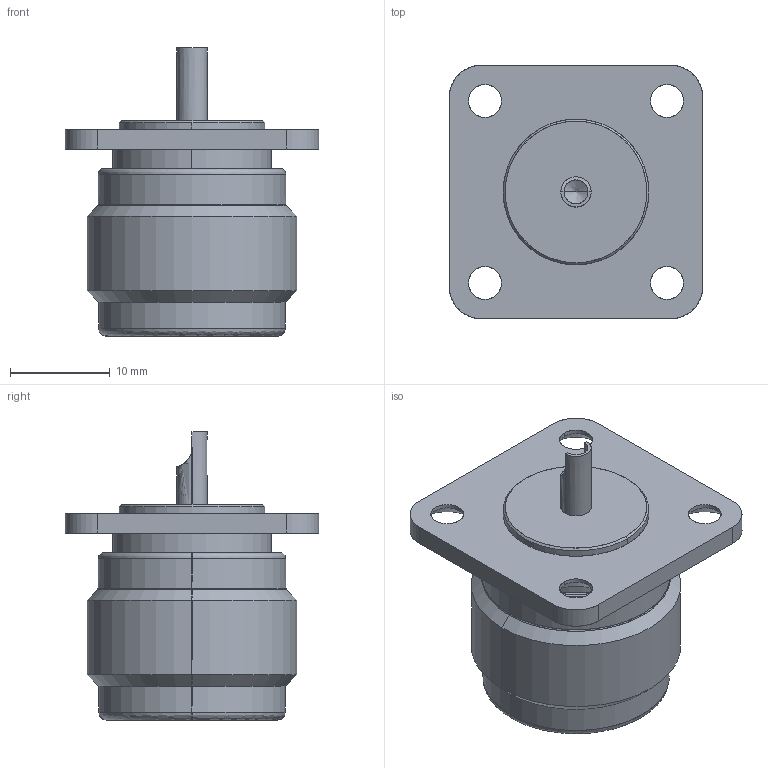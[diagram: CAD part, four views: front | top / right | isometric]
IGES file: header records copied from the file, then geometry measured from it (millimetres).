
Start section: SolidWorks IGES file using analytic representation for surfaces
Global section: file name: R161441000C.IGS; native system: SolidWorks 2008; preprocessor: SolidWorks 2008; author: raymond_g; date: 101105.150810; units: millimetre
Bounding box: 25.4 x 25.4 x 28.89 mm (x, y, z)
Surface area: 4217 mm2 (no closed solid volume)
Topology: 0 solids, 0 shells, 150 faces, 1817 edges, 1815 vertices
Faces by surface type: revolution 90, bspline 60
